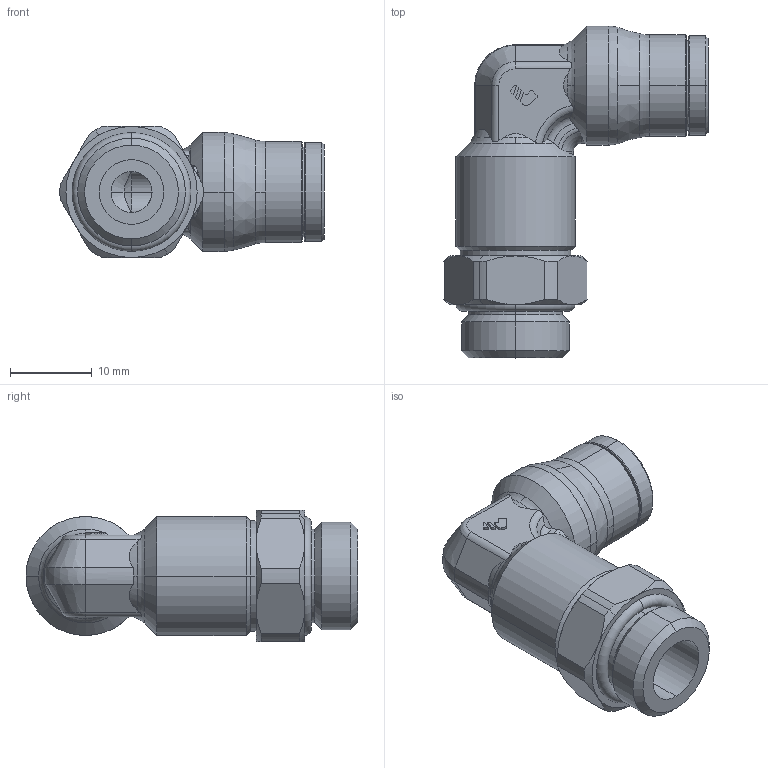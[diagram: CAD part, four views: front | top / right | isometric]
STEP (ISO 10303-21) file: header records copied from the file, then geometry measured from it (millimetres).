
FILE_DESCRIPTION(('STEP AP214'),'1');
FILE_NAME('3669_08_13.stp','2016-07-07T14:20:36',('TraceParts'),('TraceParts S.A.'),'Spatial InterOp 3D',' ',' ');
FILE_SCHEMA(('automotive_design'));
Length unit declared in the file: millimetre
Products named in the file (1): 1
Bounding box: 32.24 x 40.5 x 16 mm (x, y, z)
Volume: 5438.4 mm3; surface area: 4043.1 mm2
Topology: 1 solids, 1 shells, 166 faces, 421 edges, 266 vertices
Faces by surface type: cylinder 48, cone 48, plane 45, torus 24, sphere 1
Entity records: 5348 total; most frequent: CARTESIAN_POINT 1377, DIRECTION 861, ORIENTED_EDGE 840, EDGE_CURVE 420, AXIS2_PLACEMENT_3D 364, VERTEX_POINT 266, CIRCLE 195, EDGE_LOOP 178
